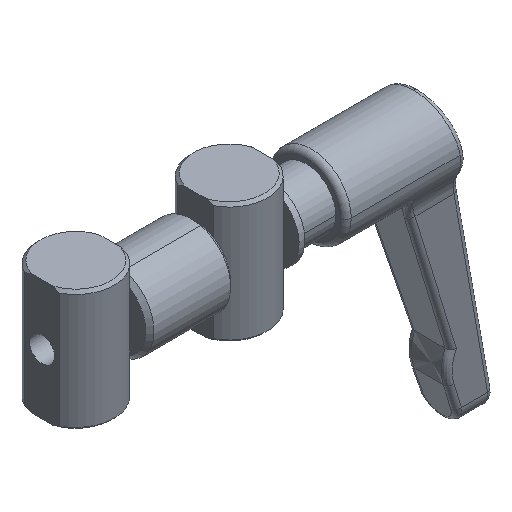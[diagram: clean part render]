
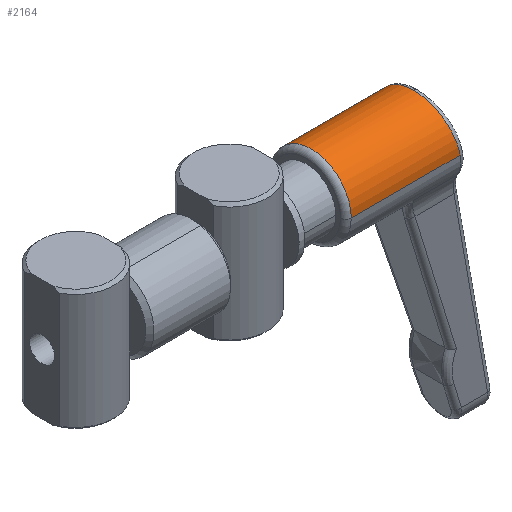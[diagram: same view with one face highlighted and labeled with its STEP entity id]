
A CAD part, isometric view. The second image highlights one B-rep face of the part: STEP entity #2164.
In plain terms, the highlighted cylindrical face has radius 10.477 mm (diameter 20.955 mm), a partial arc.
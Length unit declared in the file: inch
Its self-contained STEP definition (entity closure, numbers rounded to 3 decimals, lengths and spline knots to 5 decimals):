
#834=VECTOR('',#2572,1.);
#835=VECTOR('',#2573,1.);
#907=LINE('',#3223,#834);
#908=LINE('',#3224,#835);
#963=(
BOUNDED_CURVE()
B_SPLINE_CURVE(3,(#3145,#3146,#3147,#3148),.UNSPECIFIED.,.F.,.U.)
B_SPLINE_CURVE_WITH_KNOTS((4,4),(4.71239,6.28319),
 .UNSPECIFIED.)
CURVE()
GEOMETRIC_REPRESENTATION_ITEM()
RATIONAL_B_SPLINE_CURVE((1.,0.805,0.805,1.))
REPRESENTATION_ITEM('')
);
#974=(
BOUNDED_CURVE()
B_SPLINE_CURVE(3,(#3380,#3381,#3382,#3383),.UNSPECIFIED.,.F.,.U.)
B_SPLINE_CURVE_WITH_KNOTS((4,4),(0.,1.5708),.UNSPECIFIED.)
CURVE()
GEOMETRIC_REPRESENTATION_ITEM()
RATIONAL_B_SPLINE_CURVE((1.,0.805,0.805,1.))
REPRESENTATION_ITEM('')
);
#1072=VERTEX_POINT('',#3076);
#1073=VERTEX_POINT('',#3077);
#1078=VERTEX_POINT('',#3144);
#1079=VERTEX_POINT('',#3149);
#1091=VERTEX_POINT('',#3225);
#1191=CIRCLE('',#2302,0.4125);
#1318=EDGE_CURVE('',#1079,#1078,#963,.T.);
#1333=EDGE_CURVE('',#1079,#1072,#907,.T.);
#1334=EDGE_CURVE('',#1091,#1073,#908,.T.);
#1361=EDGE_CURVE('',#1078,#1091,#974,.T.);
#1362=EDGE_CURVE('',#1073,#1072,#1191,.T.);
#1671=ORIENTED_EDGE('',*,*,#1333,.F.);
#1672=ORIENTED_EDGE('',*,*,#1318,.T.);
#1673=ORIENTED_EDGE('',*,*,#1361,.T.);
#1674=ORIENTED_EDGE('',*,*,#1334,.T.);
#1675=ORIENTED_EDGE('',*,*,#1362,.T.);
#1941=EDGE_LOOP('',(#1671,#1672,#1673,#1674,#1675));
#2058=FACE_BOUND('',#1941,.T.);
#2164=ADVANCED_FACE('',(#2058),#4104,.T.);
#2301=AXIS2_PLACEMENT_3D('',#3379,#2585,#2586);
#2302=AXIS2_PLACEMENT_3D('',#3384,#2587,#2588);
#2572=DIRECTION('',(0.,0.,-1.));
#2573=DIRECTION('',(0.,0.,-1.));
#2585=DIRECTION('',(0.,0.,-1.));
#2586=DIRECTION('',(-0.413,0.,0.));
#2587=DIRECTION('',(0.,0.,1.));
#2588=DIRECTION('',(-0.413,0.,0.));
#3076=CARTESIAN_POINT('',(0.4125,0.,1.88668));
#3077=CARTESIAN_POINT('',(-0.4125,0.,1.88668));
#3144=CARTESIAN_POINT('',(0.,-0.4125,2.94468));
#3145=CARTESIAN_POINT('',(0.4125,0.,3.01592));
#3146=CARTESIAN_POINT('',(0.4125,-0.24164,2.97418));
#3147=CARTESIAN_POINT('',(0.24164,-0.4125,2.94468));
#3148=CARTESIAN_POINT('',(0.,-0.4125,2.94468));
#3149=CARTESIAN_POINT('',(0.4125,0.,3.01592));
#3223=CARTESIAN_POINT('',(0.4125,0.,-1.44375));
#3224=CARTESIAN_POINT('',(-0.4125,0.,-1.44375));
#3225=CARTESIAN_POINT('',(-0.4125,0.,3.01592));
#3379=CARTESIAN_POINT('',(0.,0.,-1.44375));
#3380=CARTESIAN_POINT('',(0.,-0.4125,2.94468));
#3381=CARTESIAN_POINT('',(-0.24164,-0.4125,2.94468));
#3382=CARTESIAN_POINT('',(-0.4125,-0.24164,2.97418));
#3383=CARTESIAN_POINT('',(-0.4125,0.,3.01592));
#3384=CARTESIAN_POINT('',(0.,0.,1.88668));
#4104=CYLINDRICAL_SURFACE('',#2301,0.4125);
